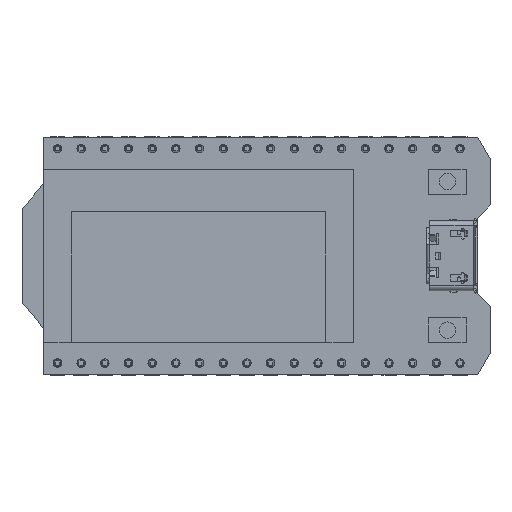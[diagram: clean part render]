
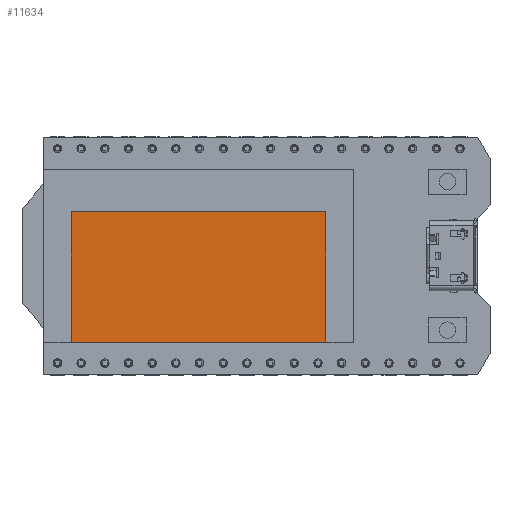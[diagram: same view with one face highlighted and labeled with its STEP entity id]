
A CAD part, top view. The second image highlights one B-rep face of the part: STEP entity #11634.
In plain terms, the highlighted face is planar.
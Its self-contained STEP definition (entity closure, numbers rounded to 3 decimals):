
#1037=FACE_OUTER_BOUND('',#1723,.T.);
#1723=EDGE_LOOP('',(#10280,#10281,#10282,#10283));
#3284=LINE('',#19101,#4540);
#3288=LINE('',#19108,#4544);
#3291=LINE('',#19114,#4547);
#3292=LINE('',#19116,#4548);
#4540=VECTOR('',#15555,10.);
#4544=VECTOR('',#15561,10.);
#4547=VECTOR('',#15566,10.);
#4548=VECTOR('',#15569,10.);
#5646=VERTEX_POINT('',#19098);
#5647=VERTEX_POINT('',#19100);
#5649=VERTEX_POINT('',#19106);
#5651=VERTEX_POINT('',#19112);
#7200=EDGE_CURVE('',#5646,#5647,#3284,.T.);
#7204=EDGE_CURVE('',#5649,#5646,#3288,.T.);
#7207=EDGE_CURVE('',#5651,#5649,#3291,.T.);
#7208=EDGE_CURVE('',#5647,#5651,#3292,.T.);
#10280=ORIENTED_EDGE('',*,*,#7208,.F.);
#10281=ORIENTED_EDGE('',*,*,#7200,.F.);
#10282=ORIENTED_EDGE('',*,*,#7204,.F.);
#10283=ORIENTED_EDGE('',*,*,#7207,.F.);
#11079=PLANE('',#12614);
#11634=ADVANCED_FACE('',(#1037),#11079,.F.);
#12614=AXIS2_PLACEMENT_3D('',#19115,#15567,#15568);
#15555=DIRECTION('',(0.,0.,1.));
#15561=DIRECTION('',(1.,0.,0.));
#15566=DIRECTION('',(0.,0.,-1.));
#15567=DIRECTION('center_axis',(0.,-1.,0.));
#15568=DIRECTION('ref_axis',(0.,0.,-1.));
#15569=DIRECTION('',(-1.,0.,0.));
#19098=CARTESIAN_POINT('',(6.989,4.999,-4.72));
#19100=CARTESIAN_POINT('',(6.989,4.999,9.28));
#19101=CARTESIAN_POINT('',(6.989,4.999,5.78));
#19106=CARTESIAN_POINT('',(-20.291,4.999,-4.72));
#19108=CARTESIAN_POINT('',(0.169,4.999,-4.72));
#19112=CARTESIAN_POINT('',(-20.291,4.999,9.28));
#19114=CARTESIAN_POINT('',(-20.291,4.999,-1.22));
#19115=CARTESIAN_POINT('Origin',(-6.651,4.999,2.28));
#19116=CARTESIAN_POINT('',(-14.971,4.999,9.28));
